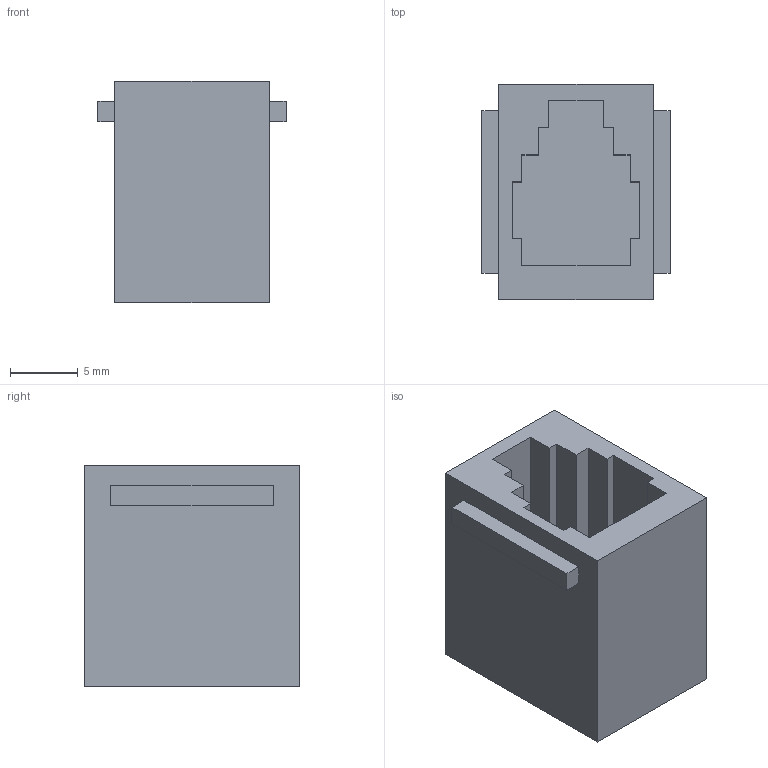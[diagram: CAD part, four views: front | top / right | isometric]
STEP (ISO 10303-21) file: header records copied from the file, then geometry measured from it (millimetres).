
FILE_DESCRIPTION (( 'STEP AP214' ), '1' );
FILE_NAME ('TJ3-4P4C.STEP', '2019-01-21T23:54:31', ( '' ), ( '' ), 'SwSTEP 2.0', 'SolidWorks 2018', '' );
FILE_SCHEMA (( 'AUTOMOTIVE_DESIGN' ));
Length unit declared in the file: millimetre
Products named in the file (1): TJ3-4P4C
Bounding box: 13.9 x 15.88 x 16.38 mm (x, y, z)
Volume: 1621.6 mm3; surface area: 1987.1 mm2
Topology: 1 solids, 1 shells, 37 faces, 96 edges, 64 vertices
Faces by surface type: plane 37
Entity records: 1144 total; most frequent: CARTESIAN_POINT 198, ORIENTED_EDGE 192, DIRECTION 172, LINE 96, EDGE_CURVE 96, VECTOR 96, VERTEX_POINT 64, EDGE_LOOP 40
